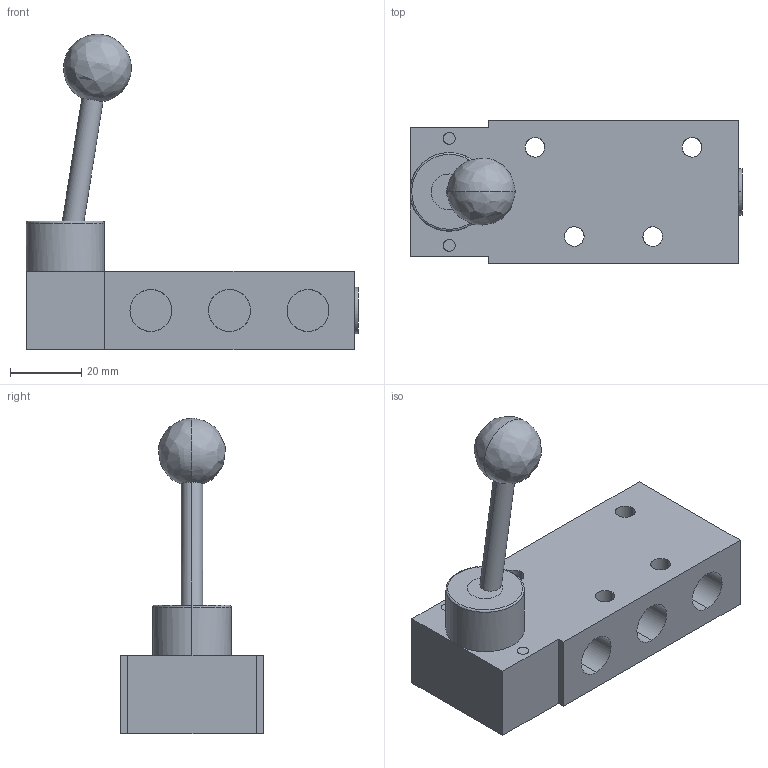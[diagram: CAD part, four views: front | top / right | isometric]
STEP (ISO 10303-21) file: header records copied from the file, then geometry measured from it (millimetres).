
FILE_DESCRIPTION (( 'STEP AP203' ), '1' );
FILE_NAME ('HV.511.701TT.STEP', '2018-11-23T13:24:34', ( '' ), ( '' ), 'SwSTEP 2.0', 'SolidWorks 2013', '' );
FILE_SCHEMA (( 'CONFIG_CONTROL_DESIGN' ));
Length unit declared in the file: millimetre
Products named in the file (1): HV.511.701TT
Bounding box: 93 x 40 x 88.39 mm (x, y, z)
Volume: 80435.1 mm3; surface area: 19255.7 mm2
Topology: 1 solids, 1 shells, 48 faces, 136 edges, 97 vertices
Faces by surface type: cylinder 24, plane 20, bspline 4
Entity records: 2465 total; most frequent: CARTESIAN_POINT 1276, ORIENTED_EDGE 268, DIRECTION 155, EDGE_CURVE 134, VERTEX_POINT 97, B_SPLINE_CURVE_WITH_KNOTS 73, EDGE_LOOP 65, AXIS2_PLACEMENT_3D 53
